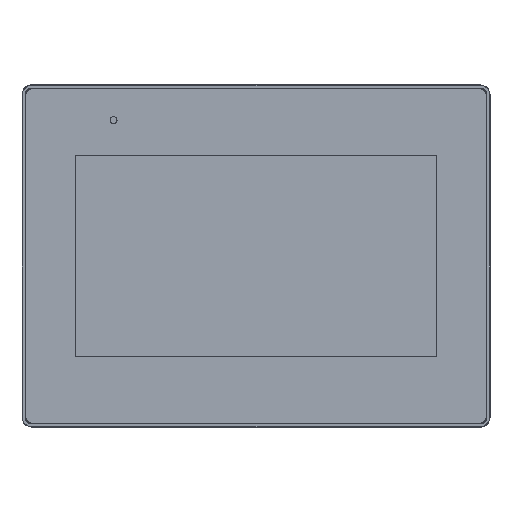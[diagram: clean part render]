
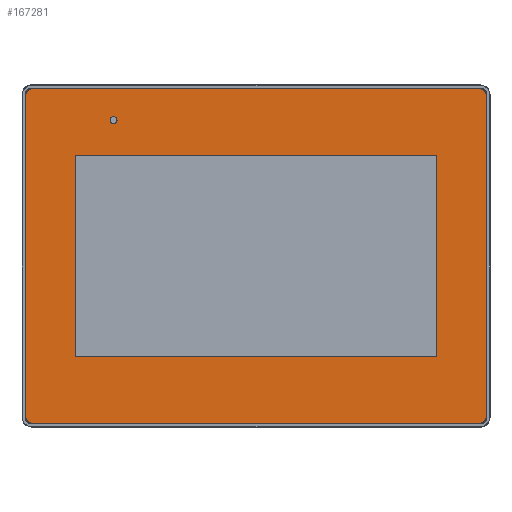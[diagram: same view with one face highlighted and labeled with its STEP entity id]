
A CAD part, top view. The second image highlights one B-rep face of the part: STEP entity #167281.
In plain terms, the highlighted planar face has unit normal (0, 0, 1).
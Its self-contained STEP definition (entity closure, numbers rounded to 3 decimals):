
#4933 = ORIENTED_EDGE ( 'NONE', *, *, #70358, .F. ) ;
#6730 = EDGE_CURVE ( 'NONE', #37003, #102360, #108582, .T. ) ;
#6927 = VERTEX_POINT ( 'NONE', #156022 ) ;
#7613 = DIRECTION ( 'NONE',  ( 0., 0., 1. ) ) ;
#8340 = DIRECTION ( 'NONE',  ( 0., 0., 1. ) ) ;
#9895 = DIRECTION ( 'NONE',  ( -1., 0., 0. ) ) ;
#10549 = FACE_BOUND ( 'NONE', #112085, .T. ) ;
#14978 = EDGE_CURVE ( 'NONE', #15215, #56456, #18537, .T. ) ;
#15215 = VERTEX_POINT ( 'NONE', #102685 ) ;
#18537 = CIRCLE ( 'NONE', #149209, 2.8 ) ;
#20126 = VERTEX_POINT ( 'NONE', #84212 ) ;
#20287 = CARTESIAN_POINT ( 'NONE',  ( -77.295, -43.154, 2. ) ) ;
#24067 = LINE ( 'NONE', #38038, #45544 ) ;
#25417 = EDGE_CURVE ( 'NONE', #85839, #121118, #183800, .T. ) ;
#26770 = EDGE_CURVE ( 'NONE', #98468, #37003, #141535, .T. ) ;
#26868 = ORIENTED_EDGE ( 'NONE', *, *, #26770, .F. ) ;
#27388 = CIRCLE ( 'NONE', #172975, 2.8 ) ;
#30429 = VECTOR ( 'NONE', #182486, 1000. ) ;
#30490 = ORIENTED_EDGE ( 'NONE', *, *, #141272, .T. ) ;
#34241 = CARTESIAN_POINT ( 'NONE',  ( -59.5, 58.2, 2. ) ) ;
#36998 = LINE ( 'NONE', #80727, #118676 ) ;
#37003 = VERTEX_POINT ( 'NONE', #112103 ) ;
#37028 = DIRECTION ( 'NONE',  ( -1., 0., 0. ) ) ;
#38038 = CARTESIAN_POINT ( 'NONE',  ( -77.295, 43.146, 2. ) ) ;
#38143 = DIRECTION ( 'NONE',  ( -1., 0., 0. ) ) ;
#38232 = CARTESIAN_POINT ( 'NONE',  ( -98.55, 68.8, 2. ) ) ;
#45544 = VECTOR ( 'NONE', #110519, 1000. ) ;
#50382 = CARTESIAN_POINT ( 'NONE',  ( -95.75, -68.8, 2. ) ) ;
#51369 = CARTESIAN_POINT ( 'NONE',  ( -61., 58.2, 2. ) ) ;
#52814 = CARTESIAN_POINT ( 'NONE',  ( -95.75, 68.8, 2. ) ) ;
#52885 = AXIS2_PLACEMENT_3D ( 'NONE', #51369, #7613, #177894 ) ;
#55385 = CARTESIAN_POINT ( 'NONE',  ( 95.75, 71.6, 2. ) ) ;
#56427 = ORIENTED_EDGE ( 'NONE', *, *, #121770, .F. ) ;
#56456 = VERTEX_POINT ( 'NONE', #38232 ) ;
#58794 = ORIENTED_EDGE ( 'NONE', *, *, #14978, .T. ) ;
#61009 = CIRCLE ( 'NONE', #63924, 2.8 ) ;
#62072 = EDGE_CURVE ( 'NONE', #173193, #6927, #68887, .T. ) ;
#63924 = AXIS2_PLACEMENT_3D ( 'NONE', #67389, #124052, #81362 ) ;
#65504 = PLANE ( 'NONE',  #107230 ) ;
#65844 = DIRECTION ( 'NONE',  ( 0., -1., 0. ) ) ;
#66506 = ORIENTED_EDGE ( 'NONE', *, *, #62072, .T. ) ;
#67355 = DIRECTION ( 'NONE',  ( -1., 0., 0. ) ) ;
#67389 = CARTESIAN_POINT ( 'NONE',  ( 95.75, -68.8, 2. ) ) ;
#68887 = LINE ( 'NONE', #81013, #124321 ) ;
#70358 = EDGE_CURVE ( 'NONE', #102360, #20126, #24067, .T. ) ;
#71629 = VECTOR ( 'NONE', #112106, 1000. ) ;
#77110 = DIRECTION ( 'NONE',  ( 1., 0., 0. ) ) ;
#78924 = CARTESIAN_POINT ( 'NONE',  ( -77.295, 43.146, 2. ) ) ;
#80727 = CARTESIAN_POINT ( 'NONE',  ( -98.55, -68.8, 2. ) ) ;
#81013 = CARTESIAN_POINT ( 'NONE',  ( 98.55, -68.8, 2. ) ) ;
#81322 = FACE_OUTER_BOUND ( 'NONE', #124632, .T. ) ;
#81362 = DIRECTION ( 'NONE',  ( 1., 0., 0. ) ) ;
#81436 = CARTESIAN_POINT ( 'NONE',  ( 95.75, -71.6, 2. ) ) ;
#81819 = EDGE_LOOP ( 'NONE', ( #56427, #4933, #136658, #26868 ) ) ;
#82583 = DIRECTION ( 'NONE',  ( -1., 0., 0. ) ) ;
#84212 = CARTESIAN_POINT ( 'NONE',  ( -77.295, -43.154, 2. ) ) ;
#85177 = CARTESIAN_POINT ( 'NONE',  ( -95.75, -71.6, 2. ) ) ;
#85839 = VERTEX_POINT ( 'NONE', #140700 ) ;
#90229 = CIRCLE ( 'NONE', #102076, 2.8 ) ;
#91563 = ORIENTED_EDGE ( 'NONE', *, *, #168056, .T. ) ;
#93126 = DIRECTION ( 'NONE',  ( -1., 0., 0. ) ) ;
#93693 = EDGE_CURVE ( 'NONE', #158051, #158051, #165742, .T. ) ;
#95573 = VECTOR ( 'NONE', #9895, 1000. ) ;
#95734 = EDGE_CURVE ( 'NONE', #56456, #126555, #36998, .T. ) ;
#96920 = ORIENTED_EDGE ( 'NONE', *, *, #25417, .T. ) ;
#98468 = VERTEX_POINT ( 'NONE', #177147 ) ;
#98686 = CARTESIAN_POINT ( 'NONE',  ( 77.305, 43.146, 2. ) ) ;
#99885 = ORIENTED_EDGE ( 'NONE', *, *, #93693, .F. ) ;
#102076 = AXIS2_PLACEMENT_3D ( 'NONE', #110621, #8340, #38143 ) ;
#102360 = VERTEX_POINT ( 'NONE', #138920 ) ;
#102685 = CARTESIAN_POINT ( 'NONE',  ( -95.75, 71.6, 2. ) ) ;
#103062 = EDGE_CURVE ( 'NONE', #6927, #115991, #90229, .T. ) ;
#104401 = CARTESIAN_POINT ( 'NONE',  ( 98.55, -68.8, 2. ) ) ;
#104721 = ORIENTED_EDGE ( 'NONE', *, *, #95734, .T. ) ;
#107230 = AXIS2_PLACEMENT_3D ( 'NONE', #150153, #108231, #67355 ) ;
#108231 = DIRECTION ( 'NONE',  ( 0., 0., -1. ) ) ;
#108582 = LINE ( 'NONE', #78924, #163506 ) ;
#109824 = DIRECTION ( 'NONE',  ( 0., 0., 1. ) ) ;
#110519 = DIRECTION ( 'NONE',  ( 0., -1., 0. ) ) ;
#110621 = CARTESIAN_POINT ( 'NONE',  ( 95.75, 68.8, 2. ) ) ;
#112085 = EDGE_LOOP ( 'NONE', ( #99885 ) ) ;
#112103 = CARTESIAN_POINT ( 'NONE',  ( 77.305, 43.146, 2. ) ) ;
#112106 = DIRECTION ( 'NONE',  ( 1., 0., 0. ) ) ;
#113189 = CARTESIAN_POINT ( 'NONE',  ( -98.55, -68.8, 2. ) ) ;
#115991 = VERTEX_POINT ( 'NONE', #55385 ) ;
#118676 = VECTOR ( 'NONE', #65844, 1000. ) ;
#121118 = VERTEX_POINT ( 'NONE', #81436 ) ;
#121770 = EDGE_CURVE ( 'NONE', #20126, #98468, #147775, .T. ) ;
#124052 = DIRECTION ( 'NONE',  ( 0., 0., 1. ) ) ;
#124321 = VECTOR ( 'NONE', #137771, 1000. ) ;
#124632 = EDGE_LOOP ( 'NONE', ( #131115, #91563, #58794, #104721, #30490, #96920, #133027, #66506 ) ) ;
#126115 = LINE ( 'NONE', #181092, #95573 ) ;
#126555 = VERTEX_POINT ( 'NONE', #113189 ) ;
#129854 = VECTOR ( 'NONE', #77110, 1000. ) ;
#131115 = ORIENTED_EDGE ( 'NONE', *, *, #103062, .T. ) ;
#133027 = ORIENTED_EDGE ( 'NONE', *, *, #158648, .T. ) ;
#136203 = FACE_BOUND ( 'NONE', #81819, .T. ) ;
#136658 = ORIENTED_EDGE ( 'NONE', *, *, #6730, .F. ) ;
#137771 = DIRECTION ( 'NONE',  ( 0., 1., 0. ) ) ;
#138920 = CARTESIAN_POINT ( 'NONE',  ( -77.295, 43.146, 2. ) ) ;
#140700 = CARTESIAN_POINT ( 'NONE',  ( -95.75, -71.6, 2. ) ) ;
#141272 = EDGE_CURVE ( 'NONE', #126555, #85839, #27388, .T. ) ;
#141535 = LINE ( 'NONE', #98686, #30429 ) ;
#147775 = LINE ( 'NONE', #20287, #129854 ) ;
#149209 = AXIS2_PLACEMENT_3D ( 'NONE', #52814, #166302, #82583 ) ;
#150153 = CARTESIAN_POINT ( 'NONE',  ( 95.75, 68.8, 2. ) ) ;
#156022 = CARTESIAN_POINT ( 'NONE',  ( 98.55, 68.8, 2. ) ) ;
#158051 = VERTEX_POINT ( 'NONE', #34241 ) ;
#158648 = EDGE_CURVE ( 'NONE', #121118, #173193, #61009, .T. ) ;
#163506 = VECTOR ( 'NONE', #37028, 1000. ) ;
#165742 = CIRCLE ( 'NONE', #52885, 1.5 ) ;
#166302 = DIRECTION ( 'NONE',  ( 0., 0., 1. ) ) ;
#167281 = ADVANCED_FACE ( 'NONE', ( #136203, #10549, #81322 ), #65504, .F. ) ;
#168056 = EDGE_CURVE ( 'NONE', #115991, #15215, #126115, .T. ) ;
#172975 = AXIS2_PLACEMENT_3D ( 'NONE', #50382, #109824, #93126 ) ;
#173193 = VERTEX_POINT ( 'NONE', #104401 ) ;
#177147 = CARTESIAN_POINT ( 'NONE',  ( 77.305, -43.154, 2. ) ) ;
#177894 = DIRECTION ( 'NONE',  ( 1., 0., 0. ) ) ;
#181092 = CARTESIAN_POINT ( 'NONE',  ( -95.75, 71.6, 2. ) ) ;
#182486 = DIRECTION ( 'NONE',  ( 0., 1., 0. ) ) ;
#183800 = LINE ( 'NONE', #85177, #71629 ) ;
